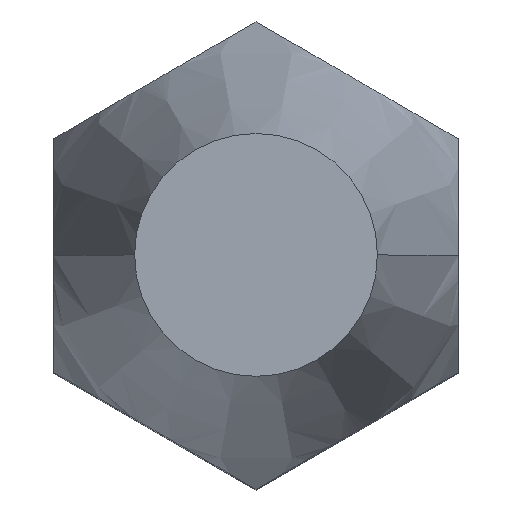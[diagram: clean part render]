
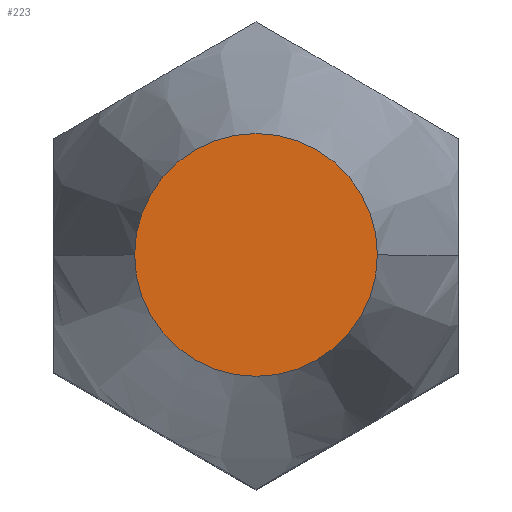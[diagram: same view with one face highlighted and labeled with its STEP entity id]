
A CAD part, top view. The second image highlights one B-rep face of the part: STEP entity #223.
In plain terms, the highlighted planar face has unit normal (0, 0, 1).
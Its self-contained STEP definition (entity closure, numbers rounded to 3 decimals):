
#28 = DIRECTION ( 'NONE',  ( 1., 0., 0. ) ) ;
#87 = ORIENTED_EDGE ( 'NONE', *, *, #700, .T. ) ;
#127 = CIRCLE ( 'NONE', #585, 3. ) ;
#151 = DIRECTION ( 'NONE',  ( 1., 0., 0. ) ) ;
#152 = CIRCLE ( 'NONE', #691, 3. ) ;
#175 = CARTESIAN_POINT ( 'NONE',  ( 3., 0., 20. ) ) ;
#200 = DIRECTION ( 'NONE',  ( 1., 0., 0. ) ) ;
#211 = EDGE_LOOP ( 'NONE', ( #293, #87 ) ) ;
#223 = ADVANCED_FACE ( 'NONE', ( #762 ), #634, .T. ) ;
#253 = CARTESIAN_POINT ( 'NONE',  ( 0., 0., 20. ) ) ;
#293 = ORIENTED_EDGE ( 'NONE', *, *, #601, .T. ) ;
#422 = DIRECTION ( 'NONE',  ( 0., 0., 1. ) ) ;
#462 = VERTEX_POINT ( 'NONE', #175 ) ;
#523 = CARTESIAN_POINT ( 'NONE',  ( 0., 0., 20. ) ) ;
#525 = VERTEX_POINT ( 'NONE', #708 ) ;
#578 = DIRECTION ( 'NONE',  ( 0., 0., 1. ) ) ;
#585 = AXIS2_PLACEMENT_3D ( 'NONE', #731, #422, #28 ) ;
#601 = EDGE_CURVE ( 'NONE', #525, #462, #152, .T. ) ;
#634 = PLANE ( 'NONE',  #741 ) ;
#691 = AXIS2_PLACEMENT_3D ( 'NONE', #523, #578, #200 ) ;
#700 = EDGE_CURVE ( 'NONE', #462, #525, #127, .T. ) ;
#708 = CARTESIAN_POINT ( 'NONE',  ( -3., 0., 20. ) ) ;
#731 = CARTESIAN_POINT ( 'NONE',  ( 0., 0., 20. ) ) ;
#741 = AXIS2_PLACEMENT_3D ( 'NONE', #253, #752, #151 ) ;
#752 = DIRECTION ( 'NONE',  ( 0., 0., 1. ) ) ;
#762 = FACE_OUTER_BOUND ( 'NONE', #211, .T. ) ;
